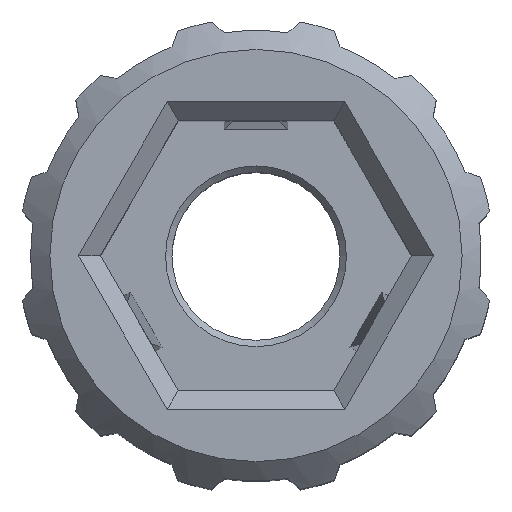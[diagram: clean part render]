
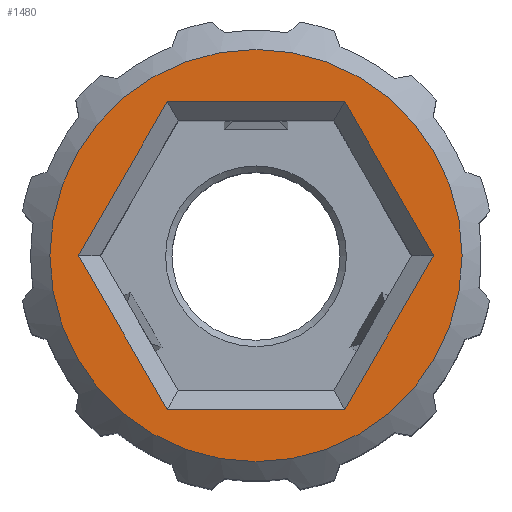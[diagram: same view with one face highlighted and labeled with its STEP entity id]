
A CAD part, top view. The second image highlights one B-rep face of the part: STEP entity #1480.
In plain terms, the highlighted planar face has unit normal (0, 0, 1).
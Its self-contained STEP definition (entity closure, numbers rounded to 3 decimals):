
#101=FACE_BOUND('',#265,.T.);
#116=PLANE('',#1593);
#175=FACE_OUTER_BOUND('',#264,.T.);
#264=EDGE_LOOP('',(#1100));
#265=EDGE_LOOP('',(#1101,#1102,#1103,#1104,#1105,#1106));
#356=LINE('',#2214,#471);
#360=LINE('',#2222,#475);
#363=LINE('',#2228,#478);
#367=LINE('',#2236,#482);
#370=LINE('',#2242,#485);
#372=LINE('',#2245,#487);
#471=VECTOR('',#1790,10.);
#475=VECTOR('',#1796,10.);
#478=VECTOR('',#1801,10.);
#482=VECTOR('',#1807,10.);
#485=VECTOR('',#1812,10.);
#487=VECTOR('',#1816,10.);
#572=CIRCLE('',#1594,6.5);
#654=VERTEX_POINT('',#2212);
#655=VERTEX_POINT('',#2213);
#658=VERTEX_POINT('',#2221);
#660=VERTEX_POINT('',#2227);
#663=VERTEX_POINT('',#2235);
#665=VERTEX_POINT('',#2241);
#670=VERTEX_POINT('',#2265);
#810=EDGE_CURVE('',#654,#655,#356,.T.);
#814=EDGE_CURVE('',#655,#658,#360,.T.);
#817=EDGE_CURVE('',#658,#660,#363,.T.);
#821=EDGE_CURVE('',#660,#663,#367,.T.);
#824=EDGE_CURVE('',#663,#665,#370,.T.);
#826=EDGE_CURVE('',#665,#654,#372,.T.);
#838=EDGE_CURVE('',#670,#670,#572,.T.);
#1100=ORIENTED_EDGE('',*,*,#838,.F.);
#1101=ORIENTED_EDGE('',*,*,#810,.F.);
#1102=ORIENTED_EDGE('',*,*,#826,.F.);
#1103=ORIENTED_EDGE('',*,*,#824,.F.);
#1104=ORIENTED_EDGE('',*,*,#821,.F.);
#1105=ORIENTED_EDGE('',*,*,#817,.F.);
#1106=ORIENTED_EDGE('',*,*,#814,.F.);
#1480=ADVANCED_FACE('',(#175,#101),#116,.T.);
#1593=AXIS2_PLACEMENT_3D('',#2264,#1834,#1835);
#1594=AXIS2_PLACEMENT_3D('',#2266,#1836,#1837);
#1790=DIRECTION('',(0.5,0.866,0.));
#1796=DIRECTION('',(-0.5,0.866,0.));
#1801=DIRECTION('',(-1.,0.,0.));
#1807=DIRECTION('',(-0.5,-0.866,0.));
#1812=DIRECTION('',(0.5,-0.866,0.));
#1816=DIRECTION('',(1.,0.,0.));
#1834=DIRECTION('center_axis',(0.,0.,1.));
#1835=DIRECTION('ref_axis',(1.,0.,0.));
#1836=DIRECTION('center_axis',(0.,0.,-1.));
#1837=DIRECTION('ref_axis',(1.,0.,0.));
#2212=CARTESIAN_POINT('',(2.8,-4.85,15.));
#2213=CARTESIAN_POINT('',(5.6,0.,15.));
#2214=CARTESIAN_POINT('',(4.814,-1.363,15.));
#2221=CARTESIAN_POINT('',(2.8,4.85,15.));
#2222=CARTESIAN_POINT('',(3.587,3.488,15.));
#2227=CARTESIAN_POINT('',(-2.8,4.85,15.));
#2228=CARTESIAN_POINT('',(-1.227,4.85,15.));
#2235=CARTESIAN_POINT('',(-5.6,0.,15.));
#2236=CARTESIAN_POINT('',(-4.814,1.363,15.));
#2241=CARTESIAN_POINT('',(-2.8,-4.85,15.));
#2242=CARTESIAN_POINT('',(-3.587,-3.488,15.));
#2245=CARTESIAN_POINT('',(1.227,-4.85,15.));
#2264=CARTESIAN_POINT('Origin',(0.,0.,15.));
#2265=CARTESIAN_POINT('',(-6.5,0.,15.));
#2266=CARTESIAN_POINT('Origin',(0.,0.,15.));
